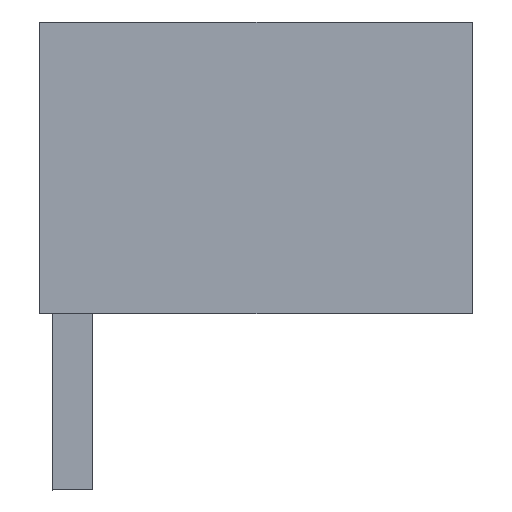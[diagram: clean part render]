
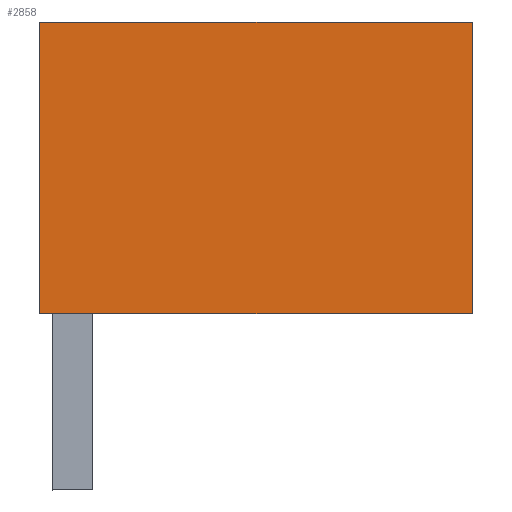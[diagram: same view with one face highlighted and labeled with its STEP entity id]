
A CAD part, left-side view. The second image highlights one B-rep face of the part: STEP entity #2858.
In plain terms, the highlighted planar face has unit normal (-1, 0, 0).
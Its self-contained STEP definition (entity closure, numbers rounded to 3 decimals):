
#2845=AXIS2_PLACEMENT_3D('Plane Axis2P3D',#2842,#2843,#2844) ;
#1004=CARTESIAN_POINT('Vertex',(0.,11.05,4.5)) ;
#1007=CARTESIAN_POINT('Line Origine',(0.,11.05,8.225)) ;
#1011=CARTESIAN_POINT('Vertex',(0.,11.05,11.95)) ;
#1215=CARTESIAN_POINT('Line Origine',(0.,5.525,4.5)) ;
#1219=CARTESIAN_POINT('Vertex',(0.,0.,4.5)) ;
#2388=CARTESIAN_POINT('Line Origine',(0.,5.525,11.95)) ;
#2392=CARTESIAN_POINT('Vertex',(0.,0.,11.95)) ;
#2842=CARTESIAN_POINT('Axis2P3D Location',(0.,-2.377,1.3)) ;
#2847=CARTESIAN_POINT('Line Origine',(0.,0.,8.225)) ;
#1008=DIRECTION('Vector Direction',(0.,0.,-1.)) ;
#1216=DIRECTION('Vector Direction',(0.,1.,0.)) ;
#2389=DIRECTION('Vector Direction',(0.,-1.,0.)) ;
#2843=DIRECTION('Axis2P3D Direction',(1.,-0.,0.)) ;
#2844=DIRECTION('Axis2P3D XDirection',(0.,1.,0.)) ;
#2848=DIRECTION('Vector Direction',(0.,0.,1.)) ;
#1009=VECTOR('Line Direction',#1008,1.) ;
#1217=VECTOR('Line Direction',#1216,1.) ;
#2390=VECTOR('Line Direction',#2389,1.) ;
#2849=VECTOR('Line Direction',#2848,1.) ;
#2853=ORIENTED_EDGE('',*,*,#2394,.F.) ;
#2854=ORIENTED_EDGE('',*,*,#1013,.T.) ;
#2855=ORIENTED_EDGE('',*,*,#1221,.F.) ;
#2856=ORIENTED_EDGE('',*,*,#2851,.T.) ;
#2858=ADVANCED_FACE('HOUSING',(#2857),#2846,.F.) ;
#1013=EDGE_CURVE('',#1012,#1005,#1010,.T.) ;
#1221=EDGE_CURVE('',#1220,#1005,#1218,.T.) ;
#2394=EDGE_CURVE('',#1012,#2393,#2391,.T.) ;
#2851=EDGE_CURVE('',#1220,#2393,#2850,.T.) ;
#2852=EDGE_LOOP('',(#2853,#2854,#2855,#2856)) ;
#2857=FACE_OUTER_BOUND('',#2852,.T.) ;
#1010=LINE('Line',#1007,#1009) ;
#1218=LINE('Line',#1215,#1217) ;
#2391=LINE('Line',#2388,#2390) ;
#2850=LINE('Line',#2847,#2849) ;
#2846=PLANE('',#2845) ;
#1005=VERTEX_POINT('',#1004) ;
#1012=VERTEX_POINT('',#1011) ;
#1220=VERTEX_POINT('',#1219) ;
#2393=VERTEX_POINT('',#2392) ;
